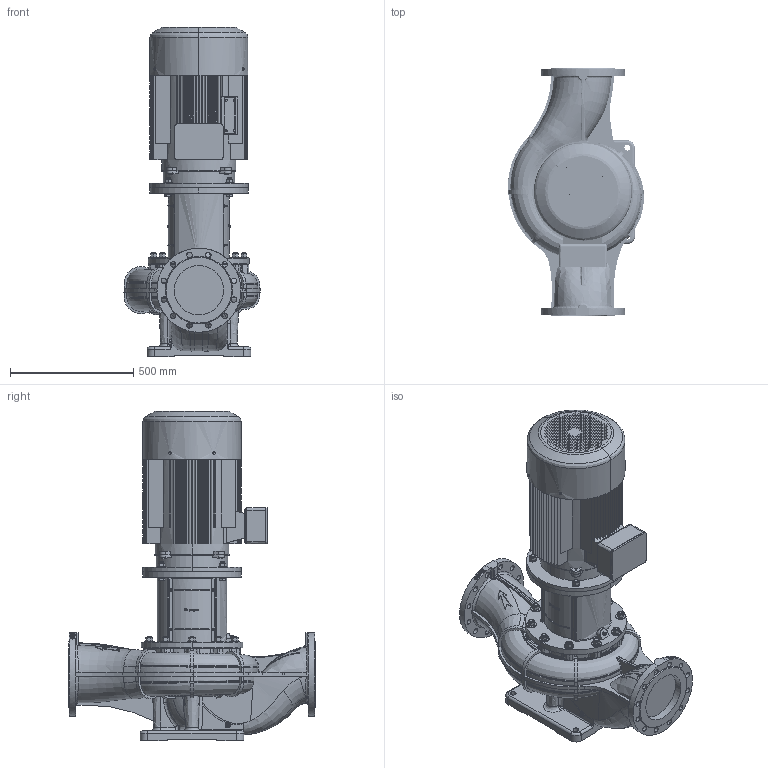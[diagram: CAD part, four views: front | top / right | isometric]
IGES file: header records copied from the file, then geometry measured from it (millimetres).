
Global section: file name: 015P2071 (RV 200-2454); native system: AutoCAD 2021 — Русский (Russian),62HAutod; preprocessor: esk Translation Framework DWG producer (atf_dwg_producer); organization: unknown; date: 20231010.204217; units: millimetre
Bounding box: 550.82 x 1000 x 1335 mm (x, y, z)
Volume: 145799244.7 mm3; surface area: 6657297 mm2
Topology: 74 solids, 77 shells, 5419 faces, 15116 edges, 10442 vertices
Faces by surface type: bspline 5283, revolution 136
